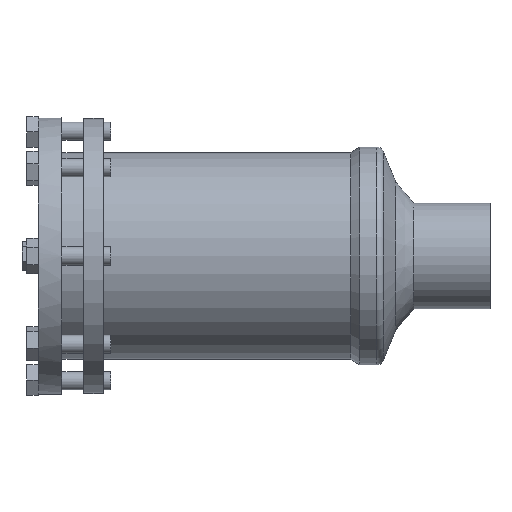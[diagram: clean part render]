
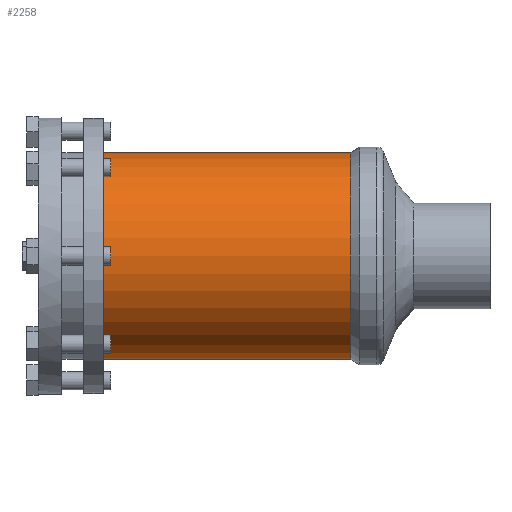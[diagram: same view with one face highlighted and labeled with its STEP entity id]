
A CAD part, front view. The second image highlights one B-rep face of the part: STEP entity #2258.
In plain terms, the highlighted cylindrical face has radius 57 mm (diameter 114 mm), a full revolution.
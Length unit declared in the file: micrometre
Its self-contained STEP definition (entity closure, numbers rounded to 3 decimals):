
#103=FACE_BOUND('',#295,.T.);
#142=B_SPLINE_CURVE_WITH_KNOTS('',3,(#3400,#3401,#3402,#3403,#3404,#3405,
#3406,#3407,#3408,#3409,#3410,#3411,#3412,#3413,#3414,#3415,#3416,#3417,
#3418,#3419,#3420,#3421,#3422,#3423,#3424,#3425,#3426,#3427,#3428,#3429,
#3430,#3431,#3432,#3433),.UNSPECIFIED.,.F.,.F.,(4,2,2,2,2,2,2,2,2,2,2,2,
2,2,2,2,4),(8.957,9.518,10.079,10.64,
11.2,11.759,12.318,12.877,13.436,
13.995,14.554,15.113,15.672,16.233,
16.794,17.354,17.915),.UNSPECIFIED.);
#143=B_SPLINE_CURVE_WITH_KNOTS('',3,(#3439,#3440,#3441,#3442,#3443,#3444,
#3445,#3446,#3447,#3448,#3449,#3450,#3451,#3452,#3453,#3454,#3455,#3456,
#3457,#3458,#3459,#3460,#3461,#3462,#3463,#3464,#3465,#3466,#3467,#3468,
#3469,#3470,#3471,#3472),.UNSPECIFIED.,.F.,.F.,(4,2,2,2,2,2,2,2,2,2,2,2,
2,2,2,2,4),(17.915,18.476,19.036,19.597,
20.158,20.717,21.276,21.835,22.394,
22.953,23.512,24.071,24.63,25.19,
25.751,26.312,26.872),.UNSPECIFIED.);
#174=FACE_OUTER_BOUND('',#294,.T.);
#294=EDGE_LOOP('',(#1723,#1724,#1725,#1726,#1727,#1728));
#295=EDGE_LOOP('',(#1729,#1730));
#446=LINE('',#3758,#654);
#654=VECTOR('',#2953,57000.);
#914=CIRCLE('',#2471,57000.);
#915=CIRCLE('',#2472,57000.);
#955=CIRCLE('',#2521,57000.);
#956=CIRCLE('',#2522,57000.);
#965=VERTEX_POINT('',#3398);
#966=VERTEX_POINT('',#3399);
#1043=VERTEX_POINT('',#3657);
#1044=VERTEX_POINT('',#3659);
#1082=VERTEX_POINT('',#3754);
#1083=VERTEX_POINT('',#3755);
#1202=EDGE_CURVE('',#965,#966,#142,.T.);
#1206=EDGE_CURVE('',#966,#965,#143,.T.);
#1299=EDGE_CURVE('',#1044,#1043,#914,.T.);
#1300=EDGE_CURVE('',#1043,#1044,#915,.T.);
#1347=EDGE_CURVE('',#1082,#1083,#955,.T.);
#1348=EDGE_CURVE('',#1083,#1082,#956,.T.);
#1349=EDGE_CURVE('',#1083,#1044,#446,.T.);
#1723=ORIENTED_EDGE('',*,*,#1347,.F.);
#1724=ORIENTED_EDGE('',*,*,#1348,.F.);
#1725=ORIENTED_EDGE('',*,*,#1349,.T.);
#1726=ORIENTED_EDGE('',*,*,#1299,.T.);
#1727=ORIENTED_EDGE('',*,*,#1300,.T.);
#1728=ORIENTED_EDGE('',*,*,#1349,.F.);
#1729=ORIENTED_EDGE('',*,*,#1202,.F.);
#1730=ORIENTED_EDGE('',*,*,#1206,.F.);
#2226=CYLINDRICAL_SURFACE('',#2520,57000.);
#2258=ADVANCED_FACE('',(#174,#103),#2226,.T.);
#2471=AXIS2_PLACEMENT_3D('',#3660,#2842,#2843);
#2472=AXIS2_PLACEMENT_3D('',#3661,#2844,#2845);
#2520=AXIS2_PLACEMENT_3D('',#3753,#2947,#2948);
#2521=AXIS2_PLACEMENT_3D('',#3756,#2949,#2950);
#2522=AXIS2_PLACEMENT_3D('',#3757,#2951,#2952);
#2842=DIRECTION('center_axis',(-1.,0.,0.));
#2843=DIRECTION('ref_axis',(0.,0.,1.));
#2844=DIRECTION('center_axis',(-1.,0.,0.));
#2845=DIRECTION('ref_axis',(0.,0.,1.));
#2947=DIRECTION('center_axis',(-1.,0.,0.));
#2948=DIRECTION('ref_axis',(0.,0.,1.));
#2949=DIRECTION('center_axis',(-1.,0.,0.));
#2950=DIRECTION('ref_axis',(0.,0.,1.));
#2951=DIRECTION('center_axis',(-1.,0.,0.));
#2952=DIRECTION('ref_axis',(0.,0.,1.));
#2953=DIRECTION('',(1.,0.,0.));
#3398=CARTESIAN_POINT('',(89500.,49012.141,-29100.));
#3399=CARTESIAN_POINT('',(89500.,49012.141,29100.));
#3400=CARTESIAN_POINT('Ctrl Pts',(89500.,49012.141,-29100.));
#3401=CARTESIAN_POINT('Ctrl Pts',(87631.057,49012.141,-29100.));
#3402=CARTESIAN_POINT('Ctrl Pts',(85713.004,49122.187,-28917.133));
#3403=CARTESIAN_POINT('Ctrl Pts',(81923.73,49558.529,-28162.778));
#3404=CARTESIAN_POINT('Ctrl Pts',(80052.358,49884.068,-27591.608));
#3405=CARTESIAN_POINT('Ctrl Pts',(76481.998,50681.657,-26097.635));
#3406=CARTESIAN_POINT('Ctrl Pts',(74779.519,51153.299,-25173.642));
#3407=CARTESIAN_POINT('Ctrl Pts',(71637.483,52144.386,-23050.711));
#3408=CARTESIAN_POINT('Ctrl Pts',(70197.847,52662.908,-21851.462));
#3409=CARTESIAN_POINT('Ctrl Pts',(67652.362,53648.265,-19305.976));
#3410=CARTESIAN_POINT('Ctrl Pts',(66453.666,54151.778,-17868.243));
#3411=CARTESIAN_POINT('Ctrl Pts',(64329.211,55089.474,-14725.453));
#3412=CARTESIAN_POINT('Ctrl Pts',(63403.287,55522.95,-13020.298));
#3413=CARTESIAN_POINT('Ctrl Pts',(61907.036,56241.72,-9444.309));
#3414=CARTESIAN_POINT('Ctrl Pts',(61335.513,56527.182,-7570.044));
#3415=CARTESIAN_POINT('Ctrl Pts',(60581.865,56906.436,-3779.596));
#3416=CARTESIAN_POINT('Ctrl Pts',(60400.,57000.,-1863.338));
#3417=CARTESIAN_POINT('Ctrl Pts',(60400.,57000.,1863.338));
#3418=CARTESIAN_POINT('Ctrl Pts',(60581.865,56906.436,3779.596));
#3419=CARTESIAN_POINT('Ctrl Pts',(61335.513,56527.182,7570.044));
#3420=CARTESIAN_POINT('Ctrl Pts',(61907.036,56241.72,9444.309));
#3421=CARTESIAN_POINT('Ctrl Pts',(63403.287,55522.95,13020.298));
#3422=CARTESIAN_POINT('Ctrl Pts',(64329.211,55089.474,14725.453));
#3423=CARTESIAN_POINT('Ctrl Pts',(66453.666,54151.778,17868.243));
#3424=CARTESIAN_POINT('Ctrl Pts',(67652.362,53648.265,19305.976));
#3425=CARTESIAN_POINT('Ctrl Pts',(70197.847,52662.908,21851.462));
#3426=CARTESIAN_POINT('Ctrl Pts',(71637.483,52144.386,23050.711));
#3427=CARTESIAN_POINT('Ctrl Pts',(74779.519,51153.299,25173.642));
#3428=CARTESIAN_POINT('Ctrl Pts',(76481.998,50681.657,26097.635));
#3429=CARTESIAN_POINT('Ctrl Pts',(80052.358,49884.068,27591.608));
#3430=CARTESIAN_POINT('Ctrl Pts',(81923.73,49558.529,28162.778));
#3431=CARTESIAN_POINT('Ctrl Pts',(85713.004,49122.187,28917.133));
#3432=CARTESIAN_POINT('Ctrl Pts',(87631.057,49012.141,29100.));
#3433=CARTESIAN_POINT('Ctrl Pts',(89500.,49012.141,29100.));
#3439=CARTESIAN_POINT('Ctrl Pts',(89500.,49012.141,29100.));
#3440=CARTESIAN_POINT('Ctrl Pts',(91368.943,49012.141,29100.));
#3441=CARTESIAN_POINT('Ctrl Pts',(93286.996,49122.187,28917.133));
#3442=CARTESIAN_POINT('Ctrl Pts',(97076.27,49558.529,28162.778));
#3443=CARTESIAN_POINT('Ctrl Pts',(98947.642,49884.068,27591.608));
#3444=CARTESIAN_POINT('Ctrl Pts',(102518.002,50681.657,26097.635));
#3445=CARTESIAN_POINT('Ctrl Pts',(104220.481,51153.299,25173.642));
#3446=CARTESIAN_POINT('Ctrl Pts',(107362.517,52144.386,23050.711));
#3447=CARTESIAN_POINT('Ctrl Pts',(108802.153,52662.908,21851.462));
#3448=CARTESIAN_POINT('Ctrl Pts',(111347.638,53648.265,19305.976));
#3449=CARTESIAN_POINT('Ctrl Pts',(112546.334,54151.778,17868.243));
#3450=CARTESIAN_POINT('Ctrl Pts',(114670.789,55089.474,14725.453));
#3451=CARTESIAN_POINT('Ctrl Pts',(115596.713,55522.95,13020.298));
#3452=CARTESIAN_POINT('Ctrl Pts',(117092.964,56241.72,9444.309));
#3453=CARTESIAN_POINT('Ctrl Pts',(117664.487,56527.182,7570.044));
#3454=CARTESIAN_POINT('Ctrl Pts',(118418.135,56906.436,3779.596));
#3455=CARTESIAN_POINT('Ctrl Pts',(118600.,57000.,1863.338));
#3456=CARTESIAN_POINT('Ctrl Pts',(118600.,57000.,-1863.338));
#3457=CARTESIAN_POINT('Ctrl Pts',(118418.135,56906.436,-3779.596));
#3458=CARTESIAN_POINT('Ctrl Pts',(117664.487,56527.182,-7570.044));
#3459=CARTESIAN_POINT('Ctrl Pts',(117092.964,56241.72,-9444.309));
#3460=CARTESIAN_POINT('Ctrl Pts',(115596.713,55522.95,-13020.298));
#3461=CARTESIAN_POINT('Ctrl Pts',(114670.789,55089.474,-14725.453));
#3462=CARTESIAN_POINT('Ctrl Pts',(112546.334,54151.778,-17868.243));
#3463=CARTESIAN_POINT('Ctrl Pts',(111347.638,53648.265,-19305.976));
#3464=CARTESIAN_POINT('Ctrl Pts',(108802.153,52662.908,-21851.462));
#3465=CARTESIAN_POINT('Ctrl Pts',(107362.517,52144.386,-23050.711));
#3466=CARTESIAN_POINT('Ctrl Pts',(104220.481,51153.299,-25173.642));
#3467=CARTESIAN_POINT('Ctrl Pts',(102518.002,50681.657,-26097.635));
#3468=CARTESIAN_POINT('Ctrl Pts',(98947.642,49884.068,-27591.608));
#3469=CARTESIAN_POINT('Ctrl Pts',(97076.27,49558.529,-28162.778));
#3470=CARTESIAN_POINT('Ctrl Pts',(93286.996,49122.187,-28917.133));
#3471=CARTESIAN_POINT('Ctrl Pts',(91368.943,49012.141,-29100.));
#3472=CARTESIAN_POINT('Ctrl Pts',(89500.,49012.141,-29100.));
#3657=CARTESIAN_POINT('',(172500.,0.,57000.));
#3659=CARTESIAN_POINT('',(172500.,0.,-57000.));
#3660=CARTESIAN_POINT('Origin',(172500.,0.,0.));
#3661=CARTESIAN_POINT('Origin',(172500.,0.,0.));
#3753=CARTESIAN_POINT('Origin',(0.,0.,0.));
#3754=CARTESIAN_POINT('',(36000.,0.,57000.));
#3755=CARTESIAN_POINT('',(36000.,0.,-57000.));
#3756=CARTESIAN_POINT('Origin',(36000.,0.,0.));
#3757=CARTESIAN_POINT('Origin',(36000.,0.,0.));
#3758=CARTESIAN_POINT('',(0.,0.,-57000.));
